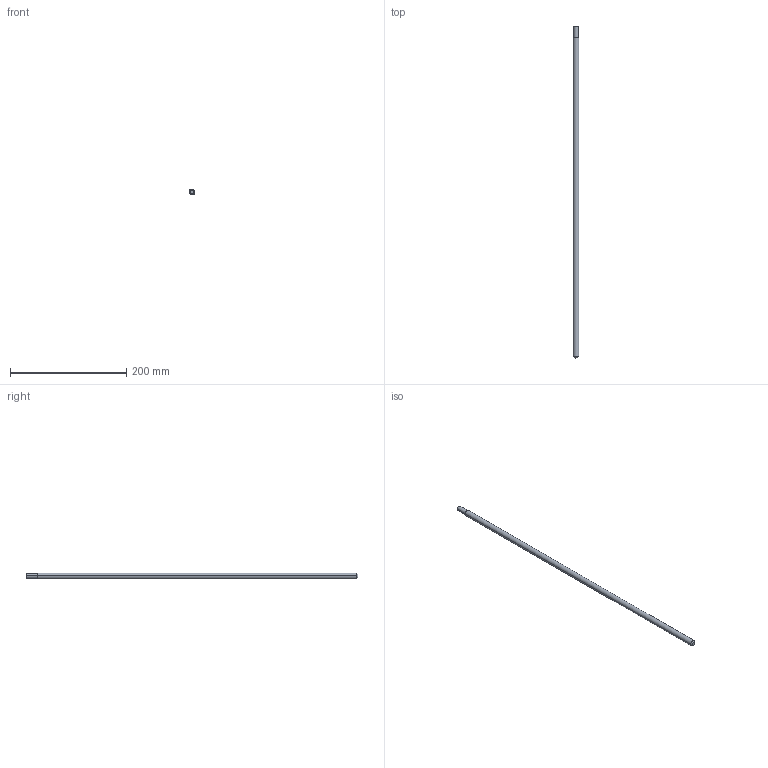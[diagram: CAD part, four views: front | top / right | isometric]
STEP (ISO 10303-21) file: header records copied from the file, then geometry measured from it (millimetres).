
FILE_DESCRIPTION((''),'2;1');
FILE_NAME('','2005-07-15T16:58:15',(''),(''),'','CADfix','');
FILE_SCHEMA(('AUTOMOTIVE_DESIGN'));
Length unit declared in the file: millimetre
Products named in the file (1): rod
Bounding box: 9.98 x 570 x 10 mm (x, y, z)
Volume: 44214.4 mm3; surface area: 17911.9 mm2
Topology: 1 solids, 1 shells, 9 faces, 28 edges, 22 vertices
Faces by surface type: bspline 9
Entity records: 371 total; most frequent: CARTESIAN_POINT 205, ORIENTED_EDGE 56, EDGE_CURVE 28, VERTEX_POINT 22, EDGE_LOOP 10, FACE_OUTER_BOUND 9, ADVANCED_FACE 9, QUASI_UNIFORM_CURVE 6
